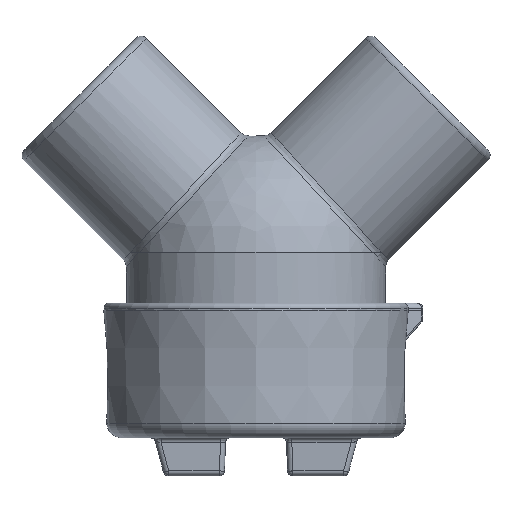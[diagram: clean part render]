
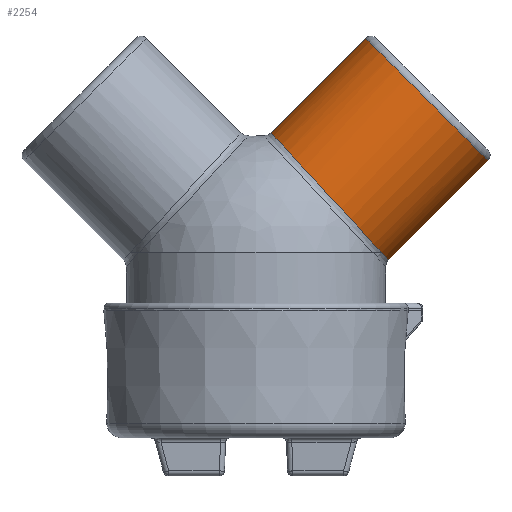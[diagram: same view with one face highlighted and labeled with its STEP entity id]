
A CAD part, left-side view. The second image highlights one B-rep face of the part: STEP entity #2254.
In plain terms, the highlighted cylindrical face has radius 13.5 mm (diameter 27 mm), a full revolution.
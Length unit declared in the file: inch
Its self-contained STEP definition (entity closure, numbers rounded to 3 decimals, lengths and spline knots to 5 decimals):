
#35=ELLIPSE('',#2479,0.75165,0.5315);
#111=LINE('',#4351,#239);
#239=VECTOR('',#2827,0.5315);
#365=CYLINDRICAL_SURFACE('',#2478,0.5315);
#465=CIRCLE('',#2480,0.5315);
#466=CIRCLE('',#2481,0.5315);
#605=FACE_OUTER_BOUND('',#758,.T.);
#758=EDGE_LOOP('',(#1584,#1585,#1586,#1587,#1588,#1589,#1590,#1591,#1592));
#918=B_SPLINE_CURVE_WITH_KNOTS('',3,(#4320,#4321,#4322,#4323,#4324,#4325,
#4326,#4327,#4328,#4329,#4330,#4331,#4332,#4333,#4334,#4335,#4336,#4337),
 .UNSPECIFIED.,.F.,.F.,(4,2,2,2,2,2,2,2,4),(0.,0.125,0.25,0.375,0.5,0.625,
0.75,0.875,1.),.UNSPECIFIED.);
#919=B_SPLINE_CURVE_WITH_KNOTS('',3,(#4339,#4340,#4341,#4342),
 .UNSPECIFIED.,.F.,.F.,(4,4),(-0.01281,0.),.UNSPECIFIED.);
#920=B_SPLINE_CURVE_WITH_KNOTS('',3,(#4344,#4345,#4346,#4347,#4348,#4349),
 .UNSPECIFIED.,.F.,.F.,(4,2,4),(0.,0.5,0.50022),.UNSPECIFIED.);
#921=B_SPLINE_CURVE_WITH_KNOTS('',3,(#4355,#4356,#4357,#4358),
 .UNSPECIFIED.,.F.,.F.,(4,4),(0.50022,1.),
 .UNSPECIFIED.);
#965=VERTEX_POINT('',#3932);
#977=VERTEX_POINT('',#4258);
#988=VERTEX_POINT('',#4318);
#989=VERTEX_POINT('',#4338);
#990=VERTEX_POINT('',#4343);
#991=VERTEX_POINT('',#4350);
#992=VERTEX_POINT('',#4352);
#1212=EDGE_CURVE('',#988,#965,#35,.T.);
#1213=EDGE_CURVE('',#965,#977,#918,.T.);
#1214=EDGE_CURVE('',#977,#989,#919,.T.);
#1215=EDGE_CURVE('',#989,#990,#920,.T.);
#1216=EDGE_CURVE('',#990,#991,#111,.T.);
#1217=EDGE_CURVE('',#991,#992,#465,.T.);
#1218=EDGE_CURVE('',#992,#991,#466,.T.);
#1219=EDGE_CURVE('',#990,#988,#921,.T.);
#1584=ORIENTED_EDGE('',*,*,#1212,.T.);
#1585=ORIENTED_EDGE('',*,*,#1213,.T.);
#1586=ORIENTED_EDGE('',*,*,#1214,.T.);
#1587=ORIENTED_EDGE('',*,*,#1215,.T.);
#1588=ORIENTED_EDGE('',*,*,#1216,.T.);
#1589=ORIENTED_EDGE('',*,*,#1217,.T.);
#1590=ORIENTED_EDGE('',*,*,#1218,.T.);
#1591=ORIENTED_EDGE('',*,*,#1216,.F.);
#1592=ORIENTED_EDGE('',*,*,#1219,.T.);
#2254=ADVANCED_FACE('',(#605),#365,.T.);
#2478=AXIS2_PLACEMENT_3D('',#4317,#2823,#2824);
#2479=AXIS2_PLACEMENT_3D('',#4319,#2825,#2826);
#2480=AXIS2_PLACEMENT_3D('',#4353,#2828,#2829);
#2481=AXIS2_PLACEMENT_3D('',#4354,#2830,#2831);
#2823=DIRECTION('center_axis',(0.,0.707,-0.707));
#2824=DIRECTION('ref_axis',(0.,0.707,0.707));
#2825=DIRECTION('center_axis',(0.,0.,1.));
#2826=DIRECTION('ref_axis',(0.,1.,0.));
#2827=DIRECTION('',(0.,-0.707,0.707));
#2828=DIRECTION('center_axis',(0.,0.707,-0.707));
#2829=DIRECTION('ref_axis',(0.,-0.707,-0.707));
#2830=DIRECTION('center_axis',(0.,0.707,-0.707));
#2831=DIRECTION('ref_axis',(0.,-0.707,-0.707));
#3932=CARTESIAN_POINT('',(0.2517,-0.7714,0.85938));
#4258=CARTESIAN_POINT('',(-0.2517,-0.7714,0.85938));
#4317=CARTESIAN_POINT('Origin',(0.,-1.08276,1.83276));
#4318=CARTESIAN_POINT('',(0.24757,-0.77451,0.85937));
#4319=CARTESIAN_POINT('Origin',(0.,-0.10938,0.85938));
#4320=CARTESIAN_POINT('Ctrl Pts',(0.2517,-0.7714,
0.85938));
#4321=CARTESIAN_POINT('Ctrl Pts',(0.356,-0.73337,
0.90065));
#4322=CARTESIAN_POINT('Ctrl Pts',(0.43855,-0.67275,0.96643));
#4323=CARTESIAN_POINT('Ctrl Pts',(0.53394,-0.52608,
1.1254));
#4324=CARTESIAN_POINT('Ctrl Pts',(0.54421,-0.44349,
1.21484));
#4325=CARTESIAN_POINT('Ctrl Pts',(0.4868,-0.28817,
1.38289));
#4326=CARTESIAN_POINT('Ctrl Pts',(0.4199,-0.21838,1.45833));
#4327=CARTESIAN_POINT('Ctrl Pts',(0.23435,-0.11988,1.56475));
#4328=CARTESIAN_POINT('Ctrl Pts',(0.11803,-0.09265,
1.59415));
#4329=CARTESIAN_POINT('Ctrl Pts',(-0.1171,-0.09251,
1.59431));
#4330=CARTESIAN_POINT('Ctrl Pts',(-0.23377,-0.11974,
1.5649));
#4331=CARTESIAN_POINT('Ctrl Pts',(-0.41904,-0.21774,
1.45902));
#4332=CARTESIAN_POINT('Ctrl Pts',(-0.48656,-0.28809,1.38298));
#4333=CARTESIAN_POINT('Ctrl Pts',(-0.54401,-0.44242,
1.216));
#4334=CARTESIAN_POINT('Ctrl Pts',(-0.53367,-0.52619,
1.12529));
#4335=CARTESIAN_POINT('Ctrl Pts',(-0.43948,-0.67163,
0.96765));
#4336=CARTESIAN_POINT('Ctrl Pts',(-0.356,-0.73337,0.90065));
#4337=CARTESIAN_POINT('Ctrl Pts',(-0.2517,-0.7714,
0.85938));
#4338=CARTESIAN_POINT('',(-0.24757,-0.77451,0.85938));
#4339=CARTESIAN_POINT('Ctrl Pts',(-0.25173,-0.77146,
0.85938));
#4340=CARTESIAN_POINT('Ctrl Pts',(-0.25036,-0.77246,
0.85938));
#4341=CARTESIAN_POINT('Ctrl Pts',(-0.249,-0.77346,
0.85938));
#4342=CARTESIAN_POINT('Ctrl Pts',(-0.24765,-0.77446,
0.85938));
#4343=CARTESIAN_POINT('',(0.,-0.81518,0.81353));
#4344=CARTESIAN_POINT('Ctrl Pts',(-0.24757,-0.77451,
0.85938));
#4345=CARTESIAN_POINT('Ctrl Pts',(-0.17098,-0.80027,
0.82812));
#4346=CARTESIAN_POINT('Ctrl Pts',(-0.08553,-0.81517,
0.81354));
#4347=CARTESIAN_POINT('Ctrl Pts',(-0.00008,-0.81518,
0.81353));
#4348=CARTESIAN_POINT('Ctrl Pts',(-0.00004,-0.81518,
0.81353));
#4349=CARTESIAN_POINT('Ctrl Pts',(0.,-0.81518,
0.81353));
#4350=CARTESIAN_POINT('',(0.,-1.42606,1.4244));
#4351=CARTESIAN_POINT('',(0.,-1.45858,1.45693));
#4352=CARTESIAN_POINT('',(0.,-0.6744,2.17606));
#4353=CARTESIAN_POINT('Origin',(0.,-1.05023,1.80023));
#4354=CARTESIAN_POINT('Origin',(0.,-1.05023,1.80023));
#4355=CARTESIAN_POINT('Ctrl Pts',(0.,-0.81518,
0.81353));
#4356=CARTESIAN_POINT('Ctrl Pts',(0.08538,-0.81518,
0.81353));
#4357=CARTESIAN_POINT('Ctrl Pts',(0.17101,-0.80025,
0.82813));
#4358=CARTESIAN_POINT('Ctrl Pts',(0.24757,-0.77451,
0.85937));
